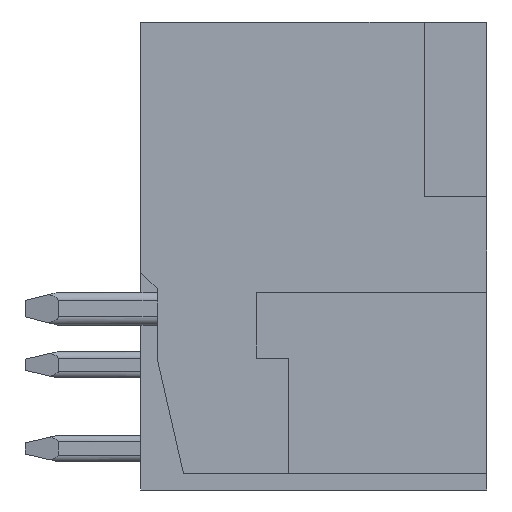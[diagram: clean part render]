
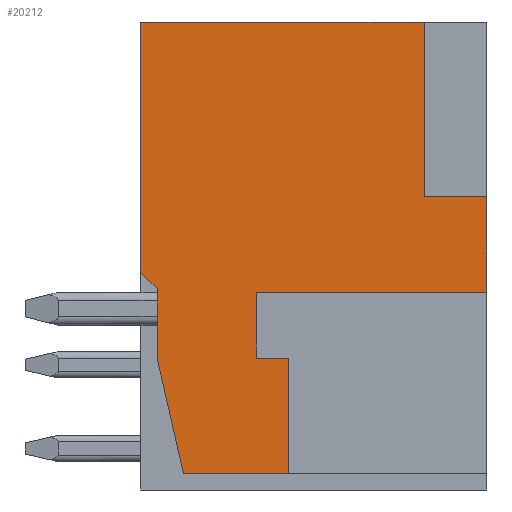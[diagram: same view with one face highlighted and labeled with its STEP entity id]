
A CAD part, front view. The second image highlights one B-rep face of the part: STEP entity #20212.
In plain terms, the highlighted planar face has unit normal (0, -1, 0).
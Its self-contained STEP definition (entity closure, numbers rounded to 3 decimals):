
#117=DIRECTION('',(1.,0.,0.));
#118=VECTOR('',#117,7.);
#119=CARTESIAN_POINT('',(-1.75,-40.61,-1.1));
#120=LINE('',#119,#118);
#578=DIRECTION('',(0.223,0.,-0.975));
#579=VECTOR('',#578,3.59);
#580=CARTESIAN_POINT('',(-4.75,-40.61,-3.1));
#581=LINE('',#580,#579);
#582=DIRECTION('',(0.,0.,1.));
#583=VECTOR('',#582,2.1);
#584=CARTESIAN_POINT('',(-4.75,-40.61,-3.1));
#585=LINE('',#584,#583);
#586=DIRECTION('',(0.707,0.,-0.707));
#587=VECTOR('',#586,0.707);
#588=CARTESIAN_POINT('',(-5.25,-40.61,-0.5));
#589=LINE('',#588,#587);
#590=DIRECTION('',(0.,0.,-1.));
#591=VECTOR('',#590,7.6);
#592=CARTESIAN_POINT('',(-5.25,-40.61,7.1));
#593=LINE('',#592,#591);
#594=DIRECTION('',(-1.,0.,0.));
#595=VECTOR('',#594,8.6);
#596=CARTESIAN_POINT('',(3.35,-40.61,7.1));
#597=LINE('',#596,#595);
#598=DIRECTION('',(0.,0.,-1.));
#599=VECTOR('',#598,5.3);
#600=CARTESIAN_POINT('',(3.35,-40.61,7.1));
#601=LINE('',#600,#599);
#602=DIRECTION('',(-1.,0.,0.));
#603=VECTOR('',#602,1.9);
#604=CARTESIAN_POINT('',(5.25,-40.61,1.8));
#605=LINE('',#604,#603);
#606=DIRECTION('',(0.,0.,1.));
#607=VECTOR('',#606,2.9);
#608=CARTESIAN_POINT('',(5.25,-40.61,-1.1));
#609=LINE('',#608,#607);
#610=DIRECTION('',(0.,0.,-1.));
#611=VECTOR('',#610,2.);
#612=CARTESIAN_POINT('',(-1.75,-40.61,-1.1));
#613=LINE('',#612,#611);
#614=DIRECTION('',(1.,0.,0.));
#615=VECTOR('',#614,1.);
#616=CARTESIAN_POINT('',(-1.75,-40.61,-3.1));
#617=LINE('',#616,#615);
#618=DIRECTION('',(0.,0.,1.));
#619=VECTOR('',#618,3.5);
#620=CARTESIAN_POINT('',(-0.75,-40.61,-6.6));
#621=LINE('',#620,#619);
#622=DIRECTION('',(1.,0.,0.));
#623=VECTOR('',#622,3.2);
#624=CARTESIAN_POINT('',(-3.95,-40.61,-6.6));
#625=LINE('',#624,#623);
#15527=CARTESIAN_POINT('',(-5.25,-40.61,7.1));
#15529=VERTEX_POINT('',#15527);
#15557=CARTESIAN_POINT('',(3.35,-40.61,7.1));
#15558=VERTEX_POINT('',#15557);
#15559=CARTESIAN_POINT('',(5.25,-40.61,1.8));
#15561=VERTEX_POINT('',#15559);
#15569=CARTESIAN_POINT('',(3.35,-40.61,1.8));
#15570=VERTEX_POINT('',#15569);
#15609=CARTESIAN_POINT('',(5.25,-40.61,-1.1));
#15610=VERTEX_POINT('',#15609);
#15615=CARTESIAN_POINT('',(-1.75,-40.61,-3.1));
#15616=CARTESIAN_POINT('',(-0.75,-40.61,-3.1));
#15617=VERTEX_POINT('',#15615);
#15618=VERTEX_POINT('',#15616);
#15621=CARTESIAN_POINT('',(-0.75,-40.61,-6.6));
#15622=VERTEX_POINT('',#15621);
#15623=CARTESIAN_POINT('',(-1.75,-40.61,-1.1));
#15624=VERTEX_POINT('',#15623);
#15627=CARTESIAN_POINT('',(-5.25,-40.61,-0.5));
#15628=CARTESIAN_POINT('',(-4.75,-40.61,-1.));
#15629=VERTEX_POINT('',#15627);
#15630=VERTEX_POINT('',#15628);
#15643=CARTESIAN_POINT('',(-4.75,-40.61,-3.1));
#15644=CARTESIAN_POINT('',(-3.95,-40.61,-6.6));
#15645=VERTEX_POINT('',#15643);
#15646=VERTEX_POINT('',#15644);
#20184=CARTESIAN_POINT('',(0.,-40.61,0.));
#20185=DIRECTION('',(0.,-1.,0.));
#20186=DIRECTION('',(1.,0.,0.));
#20187=AXIS2_PLACEMENT_3D('',#20184,#20185,#20186);
#20188=PLANE('',#20187);
#20189=ORIENTED_EDGE('',*,*,#20175,.F.);
#20190=ORIENTED_EDGE('',*,*,#20115,.T.);
#20192=ORIENTED_EDGE('',*,*,#20191,.F.);
#20194=ORIENTED_EDGE('',*,*,#20193,.F.);
#20196=ORIENTED_EDGE('',*,*,#20195,.F.);
#20198=ORIENTED_EDGE('',*,*,#20197,.T.);
#20200=ORIENTED_EDGE('',*,*,#20199,.F.);
#20202=ORIENTED_EDGE('',*,*,#20201,.F.);
#20203=ORIENTED_EDGE('',*,*,#19616,.F.);
#20204=ORIENTED_EDGE('',*,*,#19674,.T.);
#20206=ORIENTED_EDGE('',*,*,#20205,.T.);
#20208=ORIENTED_EDGE('',*,*,#20207,.F.);
#20209=ORIENTED_EDGE('',*,*,#19797,.F.);
#20210=EDGE_LOOP('',(#20189,#20190,#20192,#20194,#20196,#20198,#20200,#20202,
#20203,#20204,#20206,#20208,#20209));
#20211=FACE_OUTER_BOUND('',#20210,.F.);
#20212=ADVANCED_FACE('',(#20211),#20188,.T.);
#19616=EDGE_CURVE('',#15624,#15610,#120,.T.);
#19674=EDGE_CURVE('',#15624,#15617,#613,.T.);
#19797=EDGE_CURVE('',#15646,#15622,#625,.T.);
#20115=EDGE_CURVE('',#15645,#15630,#585,.T.);
#20175=EDGE_CURVE('',#15645,#15646,#581,.T.);
#20191=EDGE_CURVE('',#15629,#15630,#589,.T.);
#20193=EDGE_CURVE('',#15529,#15629,#593,.T.);
#20195=EDGE_CURVE('',#15558,#15529,#597,.T.);
#20197=EDGE_CURVE('',#15558,#15570,#601,.T.);
#20199=EDGE_CURVE('',#15561,#15570,#605,.T.);
#20201=EDGE_CURVE('',#15610,#15561,#609,.T.);
#20205=EDGE_CURVE('',#15617,#15618,#617,.T.);
#20207=EDGE_CURVE('',#15622,#15618,#621,.T.);
